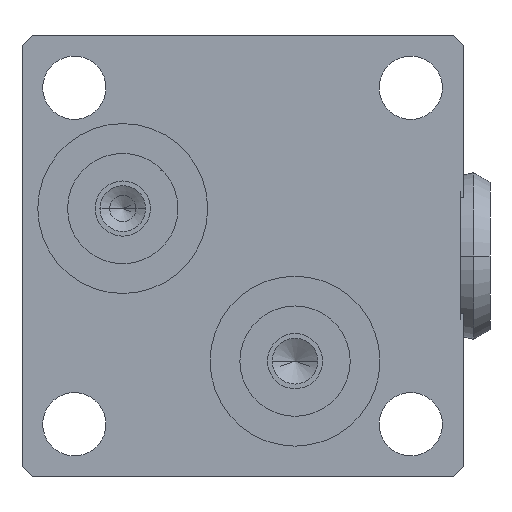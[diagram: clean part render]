
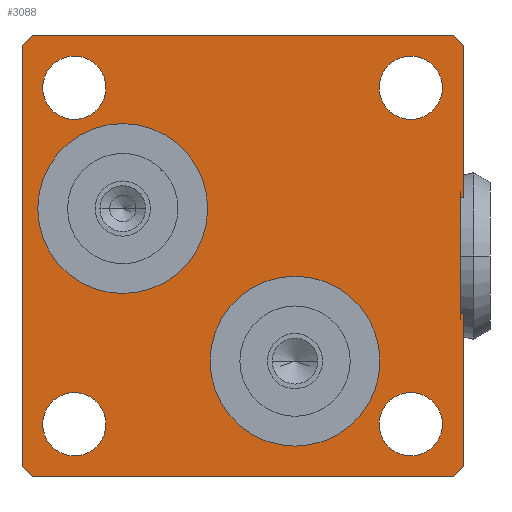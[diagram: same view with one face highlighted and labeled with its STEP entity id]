
A CAD part, front view. The second image highlights one B-rep face of the part: STEP entity #3088.
In plain terms, the highlighted planar face has unit normal (0, -1, 0).
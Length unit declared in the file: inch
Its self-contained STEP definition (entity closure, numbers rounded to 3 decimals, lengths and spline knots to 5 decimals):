
#248=CARTESIAN_POINT('',(0.5,-0.6575,-0.5));
#249=DIRECTION('',(0.,1.,0.));
#250=DIRECTION('',(0.,0.,1.));
#251=AXIS2_PLACEMENT_3D('',#248,#249,#250);
#253=CARTESIAN_POINT('',(0.5,-0.6575,-0.5));
#254=DIRECTION('',(0.,1.,0.));
#255=DIRECTION('',(0.,0.,-1.));
#256=AXIS2_PLACEMENT_3D('',#253,#254,#255);
#258=CARTESIAN_POINT('',(-0.5,-0.6575,-0.5));
#259=DIRECTION('',(0.,1.,0.));
#260=DIRECTION('',(0.,0.,1.));
#261=AXIS2_PLACEMENT_3D('',#258,#259,#260);
#263=CARTESIAN_POINT('',(-0.5,-0.6575,-0.5));
#264=DIRECTION('',(0.,1.,0.));
#265=DIRECTION('',(0.,0.,-1.));
#266=AXIS2_PLACEMENT_3D('',#263,#264,#265);
#268=CARTESIAN_POINT('',(-0.5,-0.6575,0.5));
#269=DIRECTION('',(0.,1.,0.));
#270=DIRECTION('',(0.,0.,1.));
#271=AXIS2_PLACEMENT_3D('',#268,#269,#270);
#273=CARTESIAN_POINT('',(-0.5,-0.6575,0.5));
#274=DIRECTION('',(0.,1.,0.));
#275=DIRECTION('',(0.,0.,-1.));
#276=AXIS2_PLACEMENT_3D('',#273,#274,#275);
#278=CARTESIAN_POINT('',(0.5,-0.6575,0.5));
#279=DIRECTION('',(0.,1.,0.));
#280=DIRECTION('',(0.,0.,1.));
#281=AXIS2_PLACEMENT_3D('',#278,#279,#280);
#283=CARTESIAN_POINT('',(0.5,-0.6575,0.5));
#284=DIRECTION('',(0.,1.,0.));
#285=DIRECTION('',(0.,0.,-1.));
#286=AXIS2_PLACEMENT_3D('',#283,#284,#285);
#288=DIRECTION('',(0.,0.,-1.));
#289=VECTOR('',#288,0.34369);
#290=CARTESIAN_POINT('',(0.647,-0.6575,0.1726));
#291=LINE('',#290,#289);
#292=DIRECTION('',(1.,0.,0.));
#293=VECTOR('',#292,0.01);
#294=CARTESIAN_POINT('',(0.647,-0.6575,-0.1711));
#295=LINE('',#294,#293);
#296=DIRECTION('',(0.707,0.,0.707));
#297=VECTOR('',#296,0.04243);
#298=CARTESIAN_POINT('',(0.627,-0.6575,-0.65625));
#299=LINE('',#298,#297);
#300=DIRECTION('',(0.707,0.,-0.707));
#301=VECTOR('',#300,0.04243);
#302=CARTESIAN_POINT('',(-0.6555,-0.6575,-0.62625));
#303=LINE('',#302,#301);
#304=DIRECTION('',(0.,0.,1.));
#305=VECTOR('',#304,1.2525);
#306=CARTESIAN_POINT('',(-0.6555,-0.6575,-0.62625));
#307=LINE('',#306,#305);
#308=DIRECTION('',(-0.707,0.,-0.707));
#309=VECTOR('',#308,0.04243);
#310=CARTESIAN_POINT('',(-0.6255,-0.6575,0.65625));
#311=LINE('',#310,#309);
#312=DIRECTION('',(-0.707,0.,0.707));
#313=VECTOR('',#312,0.04243);
#314=CARTESIAN_POINT('',(0.657,-0.6575,0.62625));
#315=LINE('',#314,#313);
#316=DIRECTION('',(1.,0.,0.));
#317=VECTOR('',#316,0.01);
#318=CARTESIAN_POINT('',(0.647,-0.6575,0.1726));
#319=LINE('',#318,#317);
#320=CARTESIAN_POINT('',(0.156,-0.6575,-0.3125));
#321=DIRECTION('',(0.,-1.,0.));
#322=DIRECTION('',(-1.,0.,0.));
#323=AXIS2_PLACEMENT_3D('',#320,#321,#322);
#325=CARTESIAN_POINT('',(0.156,-0.6575,-0.3125));
#326=DIRECTION('',(0.,-1.,0.));
#327=DIRECTION('',(1.,0.,0.));
#328=AXIS2_PLACEMENT_3D('',#325,#326,#327);
#330=CARTESIAN_POINT('',(-0.356,-0.6575,0.141));
#331=DIRECTION('',(0.,-1.,0.));
#332=DIRECTION('',(-1.,0.,0.));
#333=AXIS2_PLACEMENT_3D('',#330,#331,#332);
#335=CARTESIAN_POINT('',(-0.356,-0.6575,0.141));
#336=DIRECTION('',(0.,-1.,0.));
#337=DIRECTION('',(1.,0.,0.));
#338=AXIS2_PLACEMENT_3D('',#335,#336,#337);
#417=DIRECTION('',(1.,0.,0.));
#418=VECTOR('',#417,1.2525);
#419=CARTESIAN_POINT('',(-0.6255,-0.6575,-0.65625));
#420=LINE('',#419,#418);
#569=DIRECTION('',(0.,0.,1.));
#570=VECTOR('',#569,0.45365);
#571=CARTESIAN_POINT('',(0.657,-0.6575,0.1726));
#572=LINE('',#571,#570);
#615=DIRECTION('',(0.,0.,1.));
#616=VECTOR('',#615,0.45515);
#617=CARTESIAN_POINT('',(0.657,-0.6575,-0.62625));
#618=LINE('',#617,#616);
#667=DIRECTION('',(1.,0.,0.));
#668=VECTOR('',#667,1.2525);
#669=CARTESIAN_POINT('',(-0.6255,-0.6575,0.65625));
#670=LINE('',#669,#668);
#2454=CARTESIAN_POINT('',(0.657,-0.6575,0.62625));
#2455=CARTESIAN_POINT('',(0.627,-0.6575,0.65625));
#2456=VERTEX_POINT('',#2454);
#2457=VERTEX_POINT('',#2455);
#2458=CARTESIAN_POINT('',(-0.6255,-0.6575,0.65625));
#2459=CARTESIAN_POINT('',(-0.6555,-0.6575,0.62625));
#2460=VERTEX_POINT('',#2458);
#2461=VERTEX_POINT('',#2459);
#2462=CARTESIAN_POINT('',(0.627,-0.6575,-0.65625));
#2463=CARTESIAN_POINT('',(0.657,-0.6575,-0.62625));
#2464=VERTEX_POINT('',#2462);
#2465=VERTEX_POINT('',#2463);
#2466=CARTESIAN_POINT('',(-0.6555,-0.6575,-0.62625));
#2467=CARTESIAN_POINT('',(-0.6255,-0.6575,-0.65625));
#2468=VERTEX_POINT('',#2466);
#2469=VERTEX_POINT('',#2467);
#2470=CARTESIAN_POINT('',(0.5,-0.6575,-0.406));
#2471=CARTESIAN_POINT('',(0.5,-0.6575,-0.594));
#2472=VERTEX_POINT('',#2470);
#2473=VERTEX_POINT('',#2471);
#2474=CARTESIAN_POINT('',(-0.5,-0.6575,-0.406));
#2475=CARTESIAN_POINT('',(-0.5,-0.6575,-0.594));
#2476=VERTEX_POINT('',#2474);
#2477=VERTEX_POINT('',#2475);
#2478=CARTESIAN_POINT('',(-0.5,-0.6575,0.594));
#2479=CARTESIAN_POINT('',(-0.5,-0.6575,0.406));
#2480=VERTEX_POINT('',#2478);
#2481=VERTEX_POINT('',#2479);
#2482=CARTESIAN_POINT('',(0.5,-0.6575,0.594));
#2483=CARTESIAN_POINT('',(0.5,-0.6575,0.406));
#2484=VERTEX_POINT('',#2482);
#2485=VERTEX_POINT('',#2483);
#2598=CARTESIAN_POINT('',(0.647,-0.6575,0.1726));
#2599=CARTESIAN_POINT('',(0.647,-0.6575,-0.1711));
#2600=VERTEX_POINT('',#2598);
#2601=VERTEX_POINT('',#2599);
#2602=CARTESIAN_POINT('',(0.657,-0.6575,-0.1711));
#2603=VERTEX_POINT('',#2602);
#2604=CARTESIAN_POINT('',(0.657,-0.6575,0.1726));
#2605=VERTEX_POINT('',#2604);
#2620=CARTESIAN_POINT('',(-0.0965,-0.6575,-0.3125));
#2621=VERTEX_POINT('',#2620);
#2622=CARTESIAN_POINT('',(0.4085,-0.6575,-0.3125));
#2623=VERTEX_POINT('',#2622);
#2652=CARTESIAN_POINT('',(-0.6085,-0.6575,0.141));
#2653=VERTEX_POINT('',#2652);
#2654=CARTESIAN_POINT('',(-0.1035,-0.6575,0.141));
#2655=VERTEX_POINT('',#2654);
#3022=CARTESIAN_POINT('',(-0.6555,-0.6575,-0.65625));
#3023=DIRECTION('',(0.,-1.,0.));
#3024=DIRECTION('',(1.,0.,0.));
#3025=AXIS2_PLACEMENT_3D('',#3022,#3023,#3024);
#3026=PLANE('',#3025);
#3027=ORIENTED_EDGE('',*,*,#3011,.T.);
#3029=ORIENTED_EDGE('',*,*,#3028,.T.);
#3031=ORIENTED_EDGE('',*,*,#3030,.F.);
#3033=ORIENTED_EDGE('',*,*,#3032,.F.);
#3035=ORIENTED_EDGE('',*,*,#3034,.F.);
#3037=ORIENTED_EDGE('',*,*,#3036,.F.);
#3039=ORIENTED_EDGE('',*,*,#3038,.T.);
#3041=ORIENTED_EDGE('',*,*,#3040,.F.);
#3043=ORIENTED_EDGE('',*,*,#3042,.T.);
#3045=ORIENTED_EDGE('',*,*,#3044,.F.);
#3047=ORIENTED_EDGE('',*,*,#3046,.F.);
#3049=ORIENTED_EDGE('',*,*,#3048,.F.);
#3050=EDGE_LOOP('',(#3027,#3029,#3031,#3033,#3035,#3037,#3039,#3041,#3043,#3045,
#3047,#3049));
#3051=FACE_OUTER_BOUND('',#3050,.F.);
#3053=ORIENTED_EDGE('',*,*,#3052,.F.);
#3055=ORIENTED_EDGE('',*,*,#3054,.F.);
#3056=EDGE_LOOP('',(#3053,#3055));
#3057=FACE_BOUND('',#3056,.F.);
#3059=ORIENTED_EDGE('',*,*,#3058,.F.);
#3061=ORIENTED_EDGE('',*,*,#3060,.F.);
#3062=EDGE_LOOP('',(#3059,#3061));
#3063=FACE_BOUND('',#3062,.F.);
#3065=ORIENTED_EDGE('',*,*,#3064,.F.);
#3067=ORIENTED_EDGE('',*,*,#3066,.F.);
#3068=EDGE_LOOP('',(#3065,#3067));
#3069=FACE_BOUND('',#3068,.F.);
#3071=ORIENTED_EDGE('',*,*,#3070,.F.);
#3073=ORIENTED_EDGE('',*,*,#3072,.F.);
#3074=EDGE_LOOP('',(#3071,#3073));
#3075=FACE_BOUND('',#3074,.F.);
#3077=ORIENTED_EDGE('',*,*,#3076,.T.);
#3079=ORIENTED_EDGE('',*,*,#3078,.T.);
#3080=EDGE_LOOP('',(#3077,#3079));
#3081=FACE_BOUND('',#3080,.F.);
#3083=ORIENTED_EDGE('',*,*,#3082,.T.);
#3085=ORIENTED_EDGE('',*,*,#3084,.T.);
#3086=EDGE_LOOP('',(#3083,#3085));
#3087=FACE_BOUND('',#3086,.F.);
#252=CIRCLE('',#251,0.094);
#257=CIRCLE('',#256,0.094);
#262=CIRCLE('',#261,0.094);
#267=CIRCLE('',#266,0.094);
#272=CIRCLE('',#271,0.094);
#277=CIRCLE('',#276,0.094);
#282=CIRCLE('',#281,0.094);
#287=CIRCLE('',#286,0.094);
#324=CIRCLE('',#323,0.2525);
#329=CIRCLE('',#328,0.2525);
#334=CIRCLE('',#333,0.2525);
#339=CIRCLE('',#338,0.2525);
#3011=EDGE_CURVE('',#2600,#2601,#291,.T.);
#3028=EDGE_CURVE('',#2601,#2603,#295,.T.);
#3030=EDGE_CURVE('',#2465,#2603,#618,.T.);
#3032=EDGE_CURVE('',#2464,#2465,#299,.T.);
#3034=EDGE_CURVE('',#2469,#2464,#420,.T.);
#3036=EDGE_CURVE('',#2468,#2469,#303,.T.);
#3038=EDGE_CURVE('',#2468,#2461,#307,.T.);
#3040=EDGE_CURVE('',#2460,#2461,#311,.T.);
#3042=EDGE_CURVE('',#2460,#2457,#670,.T.);
#3044=EDGE_CURVE('',#2456,#2457,#315,.T.);
#3046=EDGE_CURVE('',#2605,#2456,#572,.T.);
#3048=EDGE_CURVE('',#2600,#2605,#319,.T.);
#3052=EDGE_CURVE('',#2476,#2477,#262,.T.);
#3054=EDGE_CURVE('',#2477,#2476,#267,.T.);
#3058=EDGE_CURVE('',#2480,#2481,#272,.T.);
#3060=EDGE_CURVE('',#2481,#2480,#277,.T.);
#3064=EDGE_CURVE('',#2484,#2485,#282,.T.);
#3066=EDGE_CURVE('',#2485,#2484,#287,.T.);
#3070=EDGE_CURVE('',#2472,#2473,#252,.T.);
#3072=EDGE_CURVE('',#2473,#2472,#257,.T.);
#3076=EDGE_CURVE('',#2621,#2623,#324,.T.);
#3078=EDGE_CURVE('',#2623,#2621,#329,.T.);
#3082=EDGE_CURVE('',#2653,#2655,#334,.T.);
#3084=EDGE_CURVE('',#2655,#2653,#339,.T.);
#3088=ADVANCED_FACE('',(#3051,#3057,#3063,#3069,#3075,#3081,#3087),#3026,.T.);
